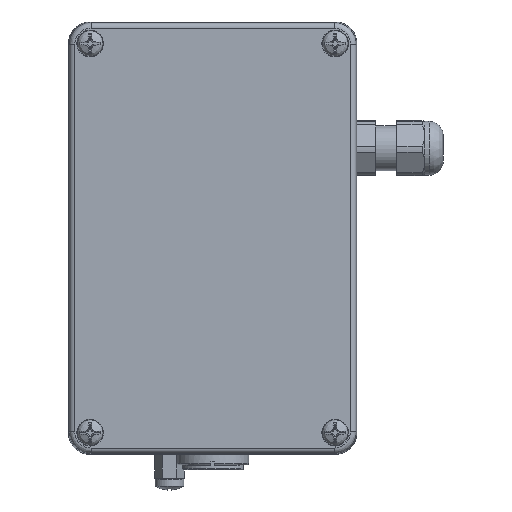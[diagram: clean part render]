
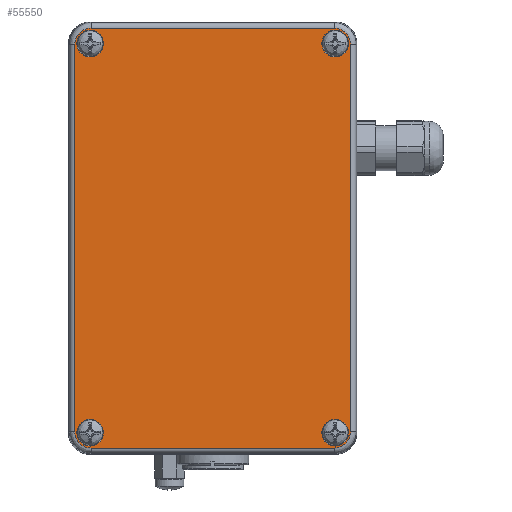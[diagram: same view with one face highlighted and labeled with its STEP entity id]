
A CAD part, top view. The second image highlights one B-rep face of the part: STEP entity #55550.
In plain terms, the highlighted planar face has unit normal (0, 0, 1).
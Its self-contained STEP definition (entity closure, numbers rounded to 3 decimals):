
#46=ELLIPSE('',#58960,4.501,4.5);
#47=ELLIPSE('',#58961,4.501,4.5);
#48=ELLIPSE('',#58962,4.501,4.5);
#49=ELLIPSE('',#58963,4.501,4.5);
#3410=LINE('',#78478,#8431);
#3411=LINE('',#78482,#8432);
#3412=LINE('',#78486,#8433);
#3413=LINE('',#78490,#8434);
#8431=VECTOR('',#63314,107.53);
#8432=VECTOR('',#63317,67.53);
#8433=VECTOR('',#63320,107.53);
#8434=VECTOR('',#63323,67.53);
#13264=PLANE('',#58959);
#14900=FACE_BOUND('',#18811,.T.);
#14901=FACE_BOUND('',#18812,.T.);
#14902=FACE_BOUND('',#18813,.T.);
#14903=FACE_BOUND('',#18814,.T.);
#15606=FACE_OUTER_BOUND('',#18810,.T.);
#18810=EDGE_LOOP('',(#37644,#37645,#37646,#37647,#37648,#37649,#37650,#37651));
#18811=EDGE_LOOP('',(#37652));
#18812=EDGE_LOOP('',(#37653));
#18813=EDGE_LOOP('',(#37654));
#18814=EDGE_LOOP('',(#37655));
#22130=CIRCLE('',#58876,3.7);
#22176=CIRCLE('',#58949,3.7);
#22178=CIRCLE('',#58952,3.7);
#22180=CIRCLE('',#58955,3.7);
#23364=VERTEX_POINT('',#78341);
#23410=VERTEX_POINT('',#78460);
#23412=VERTEX_POINT('',#78465);
#23414=VERTEX_POINT('',#78470);
#23415=VERTEX_POINT('',#78476);
#23416=VERTEX_POINT('',#78477);
#23417=VERTEX_POINT('',#78479);
#23418=VERTEX_POINT('',#78481);
#23419=VERTEX_POINT('',#78483);
#23420=VERTEX_POINT('',#78485);
#23421=VERTEX_POINT('',#78487);
#23422=VERTEX_POINT('',#78489);
#28892=EDGE_CURVE('',#23364,#23364,#22130,.T.);
#28938=EDGE_CURVE('',#23410,#23410,#22176,.T.);
#28940=EDGE_CURVE('',#23412,#23412,#22178,.T.);
#28942=EDGE_CURVE('',#23414,#23414,#22180,.T.);
#28943=EDGE_CURVE('',#23415,#23416,#3410,.T.);
#28944=EDGE_CURVE('',#23417,#23415,#46,.T.);
#28945=EDGE_CURVE('',#23418,#23417,#3411,.T.);
#28946=EDGE_CURVE('',#23419,#23418,#47,.T.);
#28947=EDGE_CURVE('',#23420,#23419,#3412,.T.);
#28948=EDGE_CURVE('',#23421,#23420,#48,.T.);
#28949=EDGE_CURVE('',#23422,#23421,#3413,.T.);
#28950=EDGE_CURVE('',#23416,#23422,#49,.T.);
#37644=ORIENTED_EDGE('',*,*,#28943,.F.);
#37645=ORIENTED_EDGE('',*,*,#28944,.F.);
#37646=ORIENTED_EDGE('',*,*,#28945,.F.);
#37647=ORIENTED_EDGE('',*,*,#28946,.F.);
#37648=ORIENTED_EDGE('',*,*,#28947,.F.);
#37649=ORIENTED_EDGE('',*,*,#28948,.F.);
#37650=ORIENTED_EDGE('',*,*,#28949,.F.);
#37651=ORIENTED_EDGE('',*,*,#28950,.F.);
#37652=ORIENTED_EDGE('',*,*,#28942,.T.);
#37653=ORIENTED_EDGE('',*,*,#28940,.T.);
#37654=ORIENTED_EDGE('',*,*,#28938,.T.);
#37655=ORIENTED_EDGE('',*,*,#28892,.T.);
#55550=ADVANCED_FACE('',(#15606,#14900,#14901,#14902,#14903),#13264,.F.);
#58876=AXIS2_PLACEMENT_3D('',#78342,#63146,#63147);
#58949=AXIS2_PLACEMENT_3D('',#78461,#63292,#63293);
#58952=AXIS2_PLACEMENT_3D('',#78466,#63298,#63299);
#58955=AXIS2_PLACEMENT_3D('',#78471,#63304,#63305);
#58959=AXIS2_PLACEMENT_3D('',#78475,#63312,#63313);
#58960=AXIS2_PLACEMENT_3D('',#78480,#63315,#63316);
#58961=AXIS2_PLACEMENT_3D('',#78484,#63318,#63319);
#58962=AXIS2_PLACEMENT_3D('',#78488,#63321,#63322);
#58963=AXIS2_PLACEMENT_3D('',#78491,#63324,#63325);
#63146=DIRECTION('center_axis',(0.,0.,
-1.));
#63147=DIRECTION('ref_axis',(1.,0.,0.));
#63292=DIRECTION('center_axis',(0.,0.,
-1.));
#63293=DIRECTION('ref_axis',(1.,0.,0.));
#63298=DIRECTION('center_axis',(0.,0.,
-1.));
#63299=DIRECTION('ref_axis',(1.,0.,0.));
#63304=DIRECTION('center_axis',(0.,0.,
-1.));
#63305=DIRECTION('ref_axis',(1.,0.,0.));
#63312=DIRECTION('center_axis',(0.,0.,
-1.));
#63313=DIRECTION('ref_axis',(-1.,0.,0.));
#63314=DIRECTION('',(0.,-1.,0.));
#63315=DIRECTION('center_axis',(0.,0.,
-1.));
#63316=DIRECTION('ref_axis',(0.707,0.707,0.));
#63317=DIRECTION('',(1.,0.,0.));
#63318=DIRECTION('center_axis',(0.,0.,
-1.));
#63319=DIRECTION('ref_axis',(-0.707,0.707,0.));
#63320=DIRECTION('',(0.,1.,0.));
#63321=DIRECTION('center_axis',(0.,0.,
-1.));
#63322=DIRECTION('ref_axis',(-0.707,-0.707,0.));
#63323=DIRECTION('',(-1.,0.,0.));
#63324=DIRECTION('center_axis',(0.,0.,
-1.));
#63325=DIRECTION('ref_axis',(0.707,-0.707,0.));
#78341=CARTESIAN_POINT('',(-21.982,40.342,55.));
#78342=CARTESIAN_POINT('Origin',(-18.282,40.342,55.));
#78460=CARTESIAN_POINT('',(46.018,40.342,55.));
#78461=CARTESIAN_POINT('Origin',(49.718,40.342,55.));
#78465=CARTESIAN_POINT('',(46.018,-67.658,55.));
#78466=CARTESIAN_POINT('Origin',(49.718,-67.658,55.));
#78470=CARTESIAN_POINT('',(-21.982,-67.658,55.));
#78471=CARTESIAN_POINT('Origin',(-18.282,-67.658,55.));
#78475=CARTESIAN_POINT('Origin',(15.718,-13.658,55.));
#78476=CARTESIAN_POINT('',(53.982,40.107,55.));
#78477=CARTESIAN_POINT('',(53.982,-67.423,55.));
#78478=CARTESIAN_POINT('',(53.982,40.107,55.));
#78479=CARTESIAN_POINT('',(49.483,44.606,55.));
#78480=CARTESIAN_POINT('Origin',(49.482,40.105,55.));
#78481=CARTESIAN_POINT('',(-18.047,44.606,55.));
#78482=CARTESIAN_POINT('',(-18.047,44.606,55.));
#78483=CARTESIAN_POINT('',(-22.546,40.107,55.));
#78484=CARTESIAN_POINT('Origin',(-18.045,40.105,55.));
#78485=CARTESIAN_POINT('',(-22.546,-67.423,55.));
#78486=CARTESIAN_POINT('',(-22.546,-67.423,55.));
#78487=CARTESIAN_POINT('',(-18.047,-71.922,55.));
#78488=CARTESIAN_POINT('Origin',(-18.045,-67.422,55.));
#78489=CARTESIAN_POINT('',(49.483,-71.922,55.));
#78490=CARTESIAN_POINT('',(49.483,-71.922,55.));
#78491=CARTESIAN_POINT('Origin',(49.482,-67.422,55.));
